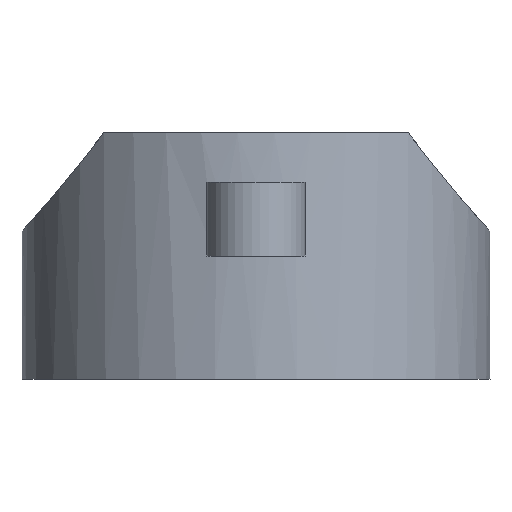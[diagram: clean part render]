
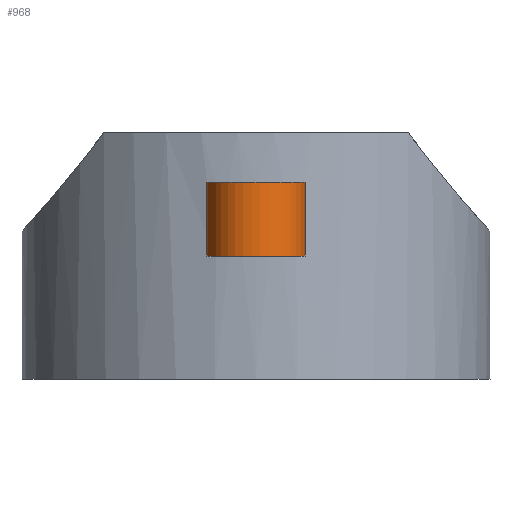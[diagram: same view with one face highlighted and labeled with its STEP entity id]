
A CAD part, left-side view. The second image highlights one B-rep face of the part: STEP entity #968.
In plain terms, the highlighted cylindrical face has radius 4 mm (diameter 8 mm), a partial arc.
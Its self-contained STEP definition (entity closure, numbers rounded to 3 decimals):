
#282 = VERTEX_POINT('',#283);
#283 = CARTESIAN_POINT('',(-18.714,3.283,10.));
#291 = VERTEX_POINT('',#292);
#292 = CARTESIAN_POINT('',(-18.714,-3.283,10.));
#299 = EDGE_CURVE('',#300,#291,#302,.T.);
#300 = VERTEX_POINT('',#301);
#301 = CARTESIAN_POINT('',(-18.714,-3.283,16.));
#302 = LINE('',#303,#304);
#303 = CARTESIAN_POINT('',(-18.714,-3.283,0.));
#304 = VECTOR('',#305,1.);
#305 = DIRECTION('',(-0.,-0.,-1.));
#317 = VERTEX_POINT('',#318);
#318 = CARTESIAN_POINT('',(-18.714,3.283,16.));
#325 = EDGE_CURVE('',#317,#282,#326,.T.);
#326 = LINE('',#327,#328);
#327 = CARTESIAN_POINT('',(-18.714,3.283,0.));
#328 = VECTOR('',#329,1.);
#329 = DIRECTION('',(-0.,-0.,-1.));
#947 = EDGE_CURVE('',#282,#291,#948,.T.);
#948 = CIRCLE('',#949,4.);
#949 = AXIS2_PLACEMENT_3D('',#950,#951,#952);
#950 = CARTESIAN_POINT('',(-21.,0.,10.));
#951 = DIRECTION('',(0.,0.,1.));
#952 = DIRECTION('',(1.,0.,0.));
#968 = ADVANCED_FACE('',(#969),#981,.T.);
#969 = FACE_BOUND('',#970,.F.);
#970 = EDGE_LOOP('',(#971,#972,#973,#980));
#971 = ORIENTED_EDGE('',*,*,#947,.F.);
#972 = ORIENTED_EDGE('',*,*,#325,.F.);
#973 = ORIENTED_EDGE('',*,*,#974,.T.);
#974 = EDGE_CURVE('',#317,#300,#975,.T.);
#975 = CIRCLE('',#976,4.);
#976 = AXIS2_PLACEMENT_3D('',#977,#978,#979);
#977 = CARTESIAN_POINT('',(-21.,0.,16.));
#978 = DIRECTION('',(0.,0.,1.));
#979 = DIRECTION('',(1.,0.,0.));
#980 = ORIENTED_EDGE('',*,*,#299,.T.);
#981 = CYLINDRICAL_SURFACE('',#982,4.);
#982 = AXIS2_PLACEMENT_3D('',#983,#984,#985);
#983 = CARTESIAN_POINT('',(-21.,0.,10.));
#984 = DIRECTION('',(-0.,-0.,-1.));
#985 = DIRECTION('',(1.,0.,0.));
